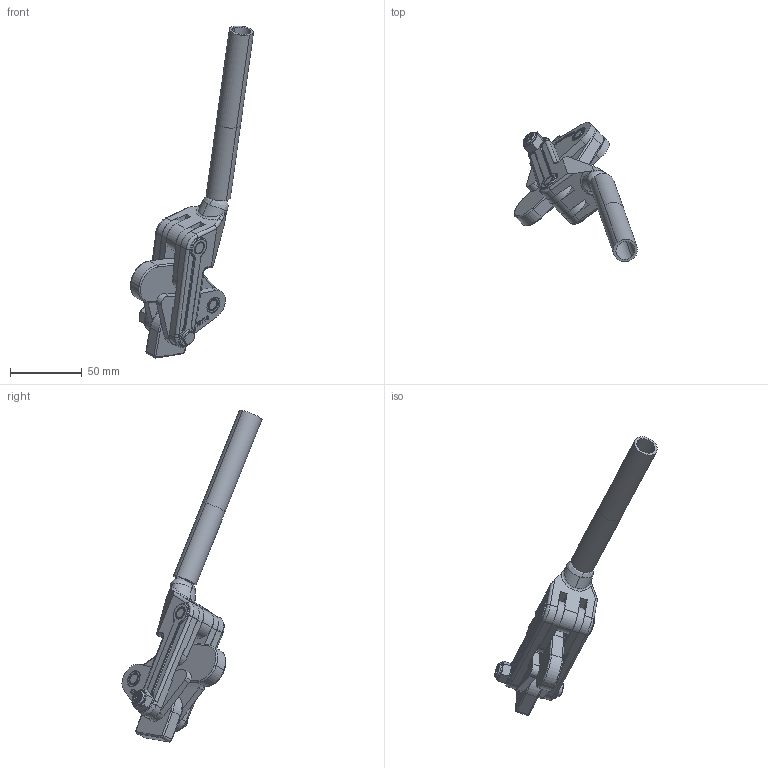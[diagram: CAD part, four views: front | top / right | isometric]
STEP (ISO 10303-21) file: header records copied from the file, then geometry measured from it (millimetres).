
FILE_DESCRIPTION (( 'STEP AP203' ), '1' );
FILE_NAME ('CH-70710.STEP', '2017-12-09T03:04:03', ( 'Windows' ), ( 'Microsoft' ), 'SwSTEP 2.0', 'SolidWorks 2015', '' );
FILE_SCHEMA (( 'CONFIG_CONTROL_DESIGN' ));
Length unit declared in the file: millimetre
Products named in the file (11): CH-70710; 70720-08_默认; 70720-11_默认; 70720-10_默认; 70720-03_默认; 70720-06_默认; 錨璃3; 嘐; 70710-03_默认; 100; 70720-07_默认
Assembly tree (14 placements, depth 2):
  CH-70710
    70710-03_默认
    70720-07_默认
    70720-08_默认  x2
    70720-11_默认
    70720-10_默认
    70720-03_默认  x2
    70720-06_默认  x3
    錨璃3
    嘐
    100
Bounding box: 85.69 x 97.47 x 231.11 mm (x, y, z)
Volume: 112540.3 mm3; surface area: 56699 mm2
Topology: 22 solids, 22 shells, 2698 faces, 7100 edges, 4674 vertices
Faces by surface type: plane 1645, cylinder 540, bspline 410, cone 103
Entity records: 87297 total; most frequent: CARTESIAN_POINT 32349, ORIENTED_EDGE 11828, DIRECTION 10194, EDGE_CURVE 5914, VERTEX_POINT 3890, LINE 3582, VECTOR 3582, AXIS2_PLACEMENT_3D 3306
